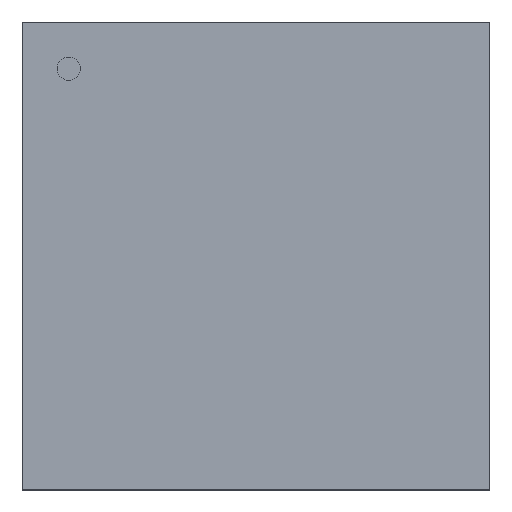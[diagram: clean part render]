
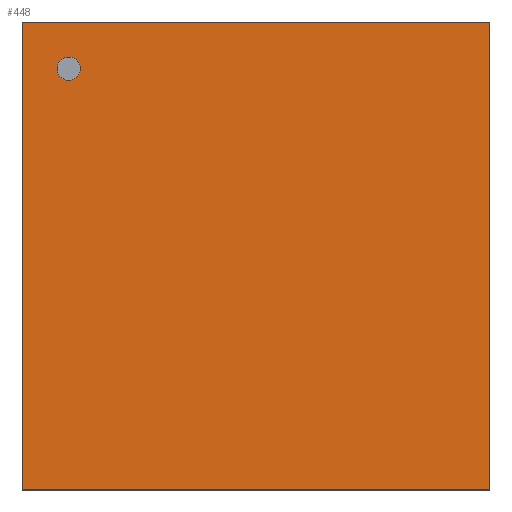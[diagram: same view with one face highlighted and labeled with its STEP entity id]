
A CAD part, top view. The second image highlights one B-rep face of the part: STEP entity #448.
In plain terms, the highlighted planar face has unit normal (0, 0, 1).
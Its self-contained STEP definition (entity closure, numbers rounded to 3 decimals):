
#224=CARTESIAN_POINT('',(0.47,-0.47,0.508));
#223=VERTEX_POINT('',#224);
#234=CARTESIAN_POINT('',(-0.47,-0.47,0.508));
#233=VERTEX_POINT('',#234);
#232=EDGE_CURVE('',#233,#223,#237,.T.);
#237=LINE('',#234,#239);
#239=VECTOR('',#240,0.94);
#240=DIRECTION('',(1.0,0.0,0.0));
#273=CARTESIAN_POINT('',(0.47,0.47,0.508));
#272=VERTEX_POINT('',#273);
#281=EDGE_CURVE('',#223,#272,#286,.T.);
#286=LINE('',#224,#288);
#288=VECTOR('',#289,0.94);
#289=DIRECTION('',(0.0,1.0,0.0));
#322=CARTESIAN_POINT('',(-0.47,0.47,0.508));
#321=VERTEX_POINT('',#322);
#330=EDGE_CURVE('',#272,#321,#335,.T.);
#335=LINE('',#273,#337);
#337=VECTOR('',#338,0.94);
#338=DIRECTION('',(-1.0,0.0,0.0));
#379=EDGE_CURVE('',#321,#233,#384,.T.);
#384=LINE('',#322,#386);
#386=VECTOR('',#387,0.94);
#387=DIRECTION('',(0.0,-1.0,0.0));
#448=ADVANCED_FACE('',(#454),#449,.T.);
#449=PLANE('',#450);
#450=AXIS2_PLACEMENT_3D('',#451,#452,#453);
#451=CARTESIAN_POINT('',(-0.47,-0.47,0.508));
#452=DIRECTION('',(0.0,0.0,1.0));
#453=DIRECTION('',(0.,1.,0.));
#454=FACE_OUTER_BOUND('',#455,.T.);
#455=EDGE_LOOP('',(#456,#466,#476,#486));
#456=ORIENTED_EDGE('',*,*,#232,.T.);
#466=ORIENTED_EDGE('',*,*,#281,.T.);
#476=ORIENTED_EDGE('',*,*,#330,.T.);
#486=ORIENTED_EDGE('',*,*,#379,.T.);
